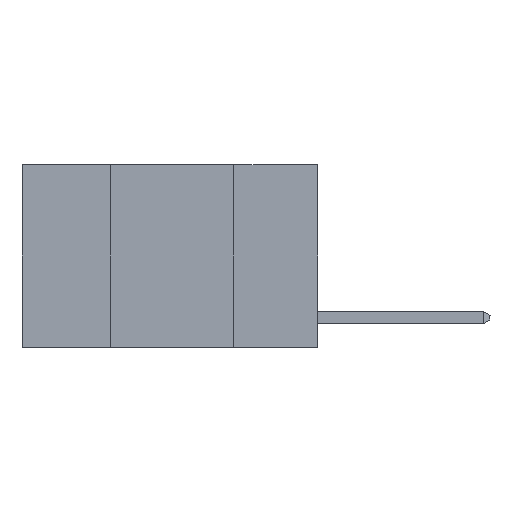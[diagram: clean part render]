
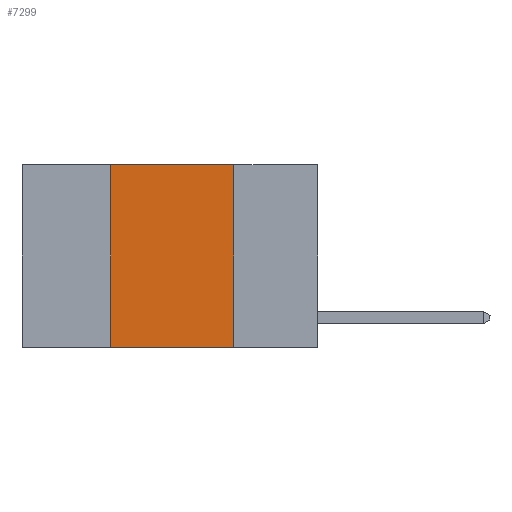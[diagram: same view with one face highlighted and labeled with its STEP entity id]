
A CAD part, left-side view. The second image highlights one B-rep face of the part: STEP entity #7299.
In plain terms, the highlighted planar face has unit normal (-1, 0, 0).
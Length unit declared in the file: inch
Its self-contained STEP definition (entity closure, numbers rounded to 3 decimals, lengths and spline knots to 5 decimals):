
#274 = EDGE_CURVE ( 'NONE', #7097, #2566, #3646, .T. ) ;
#308 = CARTESIAN_POINT ( 'NONE',  ( 0., 0.6, 0. ) ) ;
#419 = AXIS2_PLACEMENT_3D ( 'NONE', #2767, #5443, #7293 ) ;
#921 = CARTESIAN_POINT ( 'NONE',  ( 0., 0.42, 0. ) ) ;
#1322 = DIRECTION ( 'NONE',  ( 0., -1., 0. ) ) ;
#1333 = DIRECTION ( 'NONE',  ( 0., 0., 1. ) ) ;
#1511 = CARTESIAN_POINT ( 'NONE',  ( 0., 0.17, 0. ) ) ;
#1680 = CARTESIAN_POINT ( 'NONE',  ( 0., 0.17, -0.37 ) ) ;
#2132 = DIRECTION ( 'NONE',  ( 0., -1., 0. ) ) ;
#2281 = EDGE_CURVE ( 'NONE', #3201, #8525, #6180, .T. ) ;
#2566 = VERTEX_POINT ( 'NONE', #1511 ) ;
#2763 = LINE ( 'NONE', #7287, #4364 ) ;
#2767 = CARTESIAN_POINT ( 'NONE',  ( 0., 0.6, 0. ) ) ;
#2990 = CARTESIAN_POINT ( 'NONE',  ( 0., 0.42, -0.37 ) ) ;
#3201 = VERTEX_POINT ( 'NONE', #2990 ) ;
#3317 = EDGE_CURVE ( 'NONE', #2566, #8525, #2763, .T. ) ;
#3331 = CARTESIAN_POINT ( 'NONE',  ( 0., 0.42, 0. ) ) ;
#3575 = ORIENTED_EDGE ( 'NONE', *, *, #3758, .F. ) ;
#3622 = VECTOR ( 'NONE', #2132, 39.37008 ) ;
#3646 = LINE ( 'NONE', #308, #4254 ) ;
#3758 = EDGE_CURVE ( 'NONE', #3201, #7097, #5919, .T. ) ;
#4254 = VECTOR ( 'NONE', #1322, 39.37008 ) ;
#4364 = VECTOR ( 'NONE', #8080, 39.37008 ) ;
#4973 = VECTOR ( 'NONE', #1333, 39.37008 ) ;
#5292 = ORIENTED_EDGE ( 'NONE', *, *, #2281, .T. ) ;
#5443 = DIRECTION ( 'NONE',  ( 1., 0., 0. ) ) ;
#5919 = LINE ( 'NONE', #3331, #4973 ) ;
#6180 = LINE ( 'NONE', #8262, #3622 ) ;
#6507 = ORIENTED_EDGE ( 'NONE', *, *, #274, .F. ) ;
#6658 = FACE_OUTER_BOUND ( 'NONE', #7262, .T. ) ;
#7097 = VERTEX_POINT ( 'NONE', #921 ) ;
#7262 = EDGE_LOOP ( 'NONE', ( #7572, #6507, #3575, #5292 ) ) ;
#7287 = CARTESIAN_POINT ( 'NONE',  ( 0., 0.17, 0. ) ) ;
#7293 = DIRECTION ( 'NONE',  ( 0., 0., -1. ) ) ;
#7299 = ADVANCED_FACE ( 'NONE', ( #6658 ), #7332, .F. ) ;
#7332 = PLANE ( 'NONE',  #419 ) ;
#7572 = ORIENTED_EDGE ( 'NONE', *, *, #3317, .F. ) ;
#8080 = DIRECTION ( 'NONE',  ( 0., 0., -1. ) ) ;
#8262 = CARTESIAN_POINT ( 'NONE',  ( 0., 0.6, -0.37 ) ) ;
#8525 = VERTEX_POINT ( 'NONE', #1680 ) ;
